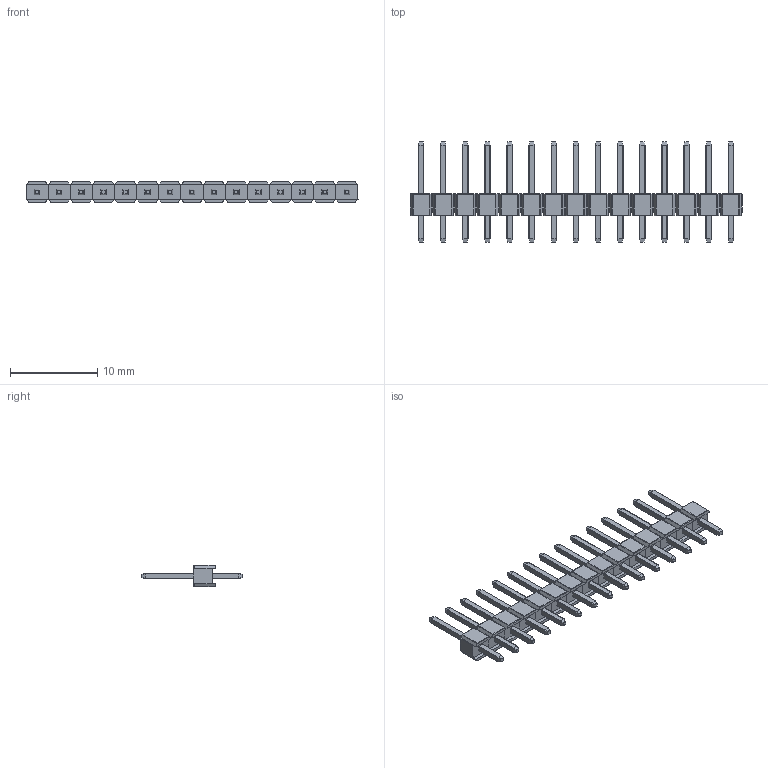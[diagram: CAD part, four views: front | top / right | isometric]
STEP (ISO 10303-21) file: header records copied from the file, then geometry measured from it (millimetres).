
FILE_DESCRIPTION(/* description */ ('STEP AP242','CAx-IF Rec.Pracs.---Representation and Presentation of Product Manufacturing Information (PMI)---4.0---2014-10-13','CAx-IF Rec.Pracs.---3D Tessellated Geometry---0.4---2014-09-14','2;1'),/* implementation_level */ '2;1');
FILE_NAME(/* name */ '61a556e84e661d2f3dd89dcf',/* time_stamp */ '2021-11-29T22:40:43+00:00',/* author */ (''),/* organization */ (''),/* preprocessor_version */ 'ST-DEVELOPER v18.1',/* originating_system */ ' ',/* authorisation */ ' ');
FILE_SCHEMA (('AP242_MANAGED_MODEL_BASED_3D_ENGINEERING_MIM_LF { 1 0 10303 442 1 1 4 }'));
Length unit declared in the file: metre
Products named in the file (45): PH1-01-UA
Bounding box: 38.11 x 11.55 x 2.5 mm (x, y, z)
Volume: 256.1 mm3; surface area: 1046.6 mm2
Topology: 45 solids, 45 shells, 1590 faces, 3900 edges, 2280 vertices
Faces by surface type: cylinder 720, plane 630, sphere 120, torus 120
Entity records: 46757 total; most frequent: DIRECTION 8520, CARTESIAN_POINT 7965, ORIENTED_EDGE 7560, EDGE_CURVE 3780, AXIS2_PLACEMENT_3D 3195, VERTEX_POINT 2280, LINE 2130, VECTOR 2130
